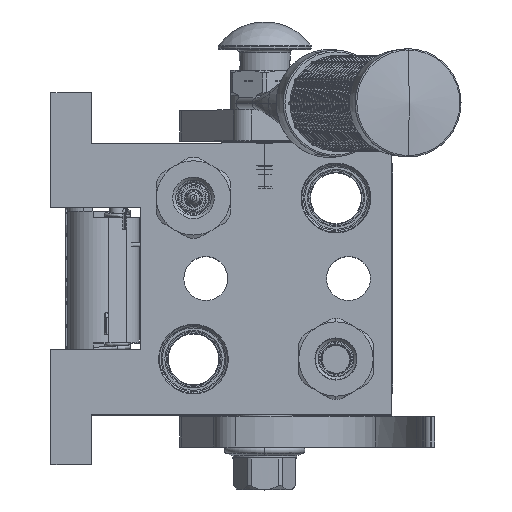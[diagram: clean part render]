
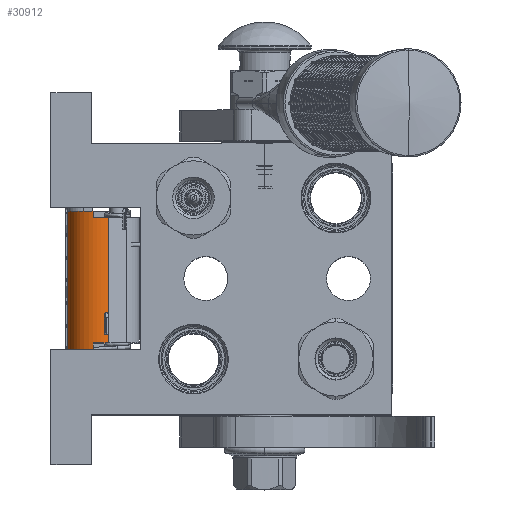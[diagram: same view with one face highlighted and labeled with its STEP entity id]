
A CAD part, top view. The second image highlights one B-rep face of the part: STEP entity #30912.
In plain terms, the highlighted cylindrical face has radius 9.5 mm (diameter 19 mm), a partial arc.
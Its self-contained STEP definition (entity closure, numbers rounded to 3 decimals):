
#576 = AXIS2_PLACEMENT_3D ( 'NONE', #176745, #160458, #14847 ) ;
#3755 = CIRCLE ( 'NONE', #180075, 9.5 ) ;
#7921 = VECTOR ( 'NONE', #73380, 1000. ) ;
#9051 = CARTESIAN_POINT ( 'NONE',  ( -20.25, -5.154, -56.269 ) ) ;
#10671 = CARTESIAN_POINT ( 'NONE',  ( 20.25, 0., -56.881 ) ) ;
#11374 = DIRECTION ( 'NONE',  ( 1., 0., 0. ) ) ;
#14847 = DIRECTION ( 'NONE',  ( 0., -1., 0. ) ) ;
#23958 = VERTEX_POINT ( 'NONE', #100565 ) ;
#30222 = DIRECTION ( 'NONE',  ( 1., 0., 0. ) ) ;
#30912 = ADVANCED_FACE ( 'NONE', ( #65227 ), #171794, .T. ) ;
#39876 = AXIS2_PLACEMENT_3D ( 'NONE', #77643, #158212, #206988 ) ;
#43591 = ORIENTED_EDGE ( 'NONE', *, *, #147698, .F. ) ;
#46995 = ORIENTED_EDGE ( 'NONE', *, *, #93960, .F. ) ;
#53194 = VECTOR ( 'NONE', #136997, 1000. ) ;
#56007 = LINE ( 'NONE', #120680, #7921 ) ;
#57222 = ORIENTED_EDGE ( 'NONE', *, *, #153982, .T. ) ;
#58105 = VERTEX_POINT ( 'NONE', #149750 ) ;
#61057 = EDGE_LOOP ( 'NONE', ( #46995, #70164, #162597, #126014, #57222, #43591, #139470, #167801 ) ) ;
#63619 = VERTEX_POINT ( 'NONE', #10671 ) ;
#65227 = FACE_OUTER_BOUND ( 'NONE', #61057, .T. ) ;
#70164 = ORIENTED_EDGE ( 'NONE', *, *, #146264, .T. ) ;
#71595 = DIRECTION ( 'NONE',  ( 1., 0., 0. ) ) ;
#73380 = DIRECTION ( 'NONE',  ( 1., 0., 0. ) ) ;
#77643 = CARTESIAN_POINT ( 'NONE',  ( 22.25, -1.5, -47.5 ) ) ;
#78978 = CARTESIAN_POINT ( 'NONE',  ( -20.25, -1.5, -47.5 ) ) ;
#82242 = CARTESIAN_POINT ( 'NONE',  ( 22.25, 8., -47.5 ) ) ;
#82626 = CIRCLE ( 'NONE', #186102, 9.5 ) ;
#87148 = CARTESIAN_POINT ( 'NONE',  ( 20.25, -1.5, -47.5 ) ) ;
#91312 = CARTESIAN_POINT ( 'NONE',  ( -22.25, 8., -47.5 ) ) ;
#93824 = VERTEX_POINT ( 'NONE', #98920 ) ;
#93960 = EDGE_CURVE ( 'NONE', #23958, #58105, #106319, .T. ) ;
#98920 = CARTESIAN_POINT ( 'NONE',  ( 22.25, 0., -56.881 ) ) ;
#100565 = CARTESIAN_POINT ( 'NONE',  ( -20.25, -5.154, -56.269 ) ) ;
#105690 = VECTOR ( 'NONE', #154469, 1000. ) ;
#106319 = LINE ( 'NONE', #9051, #53194 ) ;
#113832 = CARTESIAN_POINT ( 'NONE',  ( -22.25, -1.5, -47.5 ) ) ;
#114551 = VERTEX_POINT ( 'NONE', #193790 ) ;
#118298 = EDGE_CURVE ( 'NONE', #114551, #131517, #56007, .T. ) ;
#120680 = CARTESIAN_POINT ( 'NONE',  ( -22.25, 0., -56.881 ) ) ;
#120715 = CIRCLE ( 'NONE', #182679, 9.5 ) ;
#126014 = ORIENTED_EDGE ( 'NONE', *, *, #126664, .T. ) ;
#126664 = EDGE_CURVE ( 'NONE', #114551, #143964, #120715, .T. ) ;
#127715 = DIRECTION ( 'NONE',  ( 0., -0.385, -0.923 ) ) ;
#128926 = VECTOR ( 'NONE', #11374, 1000. ) ;
#130039 = DIRECTION ( 'NONE',  ( 0., 0.158, -0.987 ) ) ;
#131517 = VERTEX_POINT ( 'NONE', #190165 ) ;
#136997 = DIRECTION ( 'NONE',  ( 1., 0., 0. ) ) ;
#139470 = ORIENTED_EDGE ( 'NONE', *, *, #186751, .F. ) ;
#143964 = VERTEX_POINT ( 'NONE', #154096 ) ;
#145276 = CIRCLE ( 'NONE', #39876, 9.5 ) ;
#146264 = EDGE_CURVE ( 'NONE', #23958, #131517, #82626, .T. ) ;
#147698 = EDGE_CURVE ( 'NONE', #93824, #166167, #145276, .T. ) ;
#149750 = CARTESIAN_POINT ( 'NONE',  ( 20.25, -5.154, -56.269 ) ) ;
#153982 = EDGE_CURVE ( 'NONE', #143964, #166167, #202394, .T. ) ;
#154096 = CARTESIAN_POINT ( 'NONE',  ( -22.25, 8., -47.5 ) ) ;
#154469 = DIRECTION ( 'NONE',  ( 1., 0., 0. ) ) ;
#158212 = DIRECTION ( 'NONE',  ( 1., 0., 0. ) ) ;
#160458 = DIRECTION ( 'NONE',  ( -1., 0., 0. ) ) ;
#162597 = ORIENTED_EDGE ( 'NONE', *, *, #118298, .F. ) ;
#166167 = VERTEX_POINT ( 'NONE', #82242 ) ;
#167801 = ORIENTED_EDGE ( 'NONE', *, *, #203816, .F. ) ;
#170750 = CARTESIAN_POINT ( 'NONE',  ( 20.25, 0., -56.881 ) ) ;
#171794 = CYLINDRICAL_SURFACE ( 'NONE', #576, 9.5 ) ;
#176745 = CARTESIAN_POINT ( 'NONE',  ( -22.25, -1.5, -47.5 ) ) ;
#180075 = AXIS2_PLACEMENT_3D ( 'NONE', #87148, #71595, #184701 ) ;
#182679 = AXIS2_PLACEMENT_3D ( 'NONE', #113832, #195794, #130039 ) ;
#184701 = DIRECTION ( 'NONE',  ( 0., -0.385, -0.923 ) ) ;
#186102 = AXIS2_PLACEMENT_3D ( 'NONE', #78978, #30222, #127715 ) ;
#186751 = EDGE_CURVE ( 'NONE', #63619, #93824, #201881, .T. ) ;
#190165 = CARTESIAN_POINT ( 'NONE',  ( -20.25, 0., -56.881 ) ) ;
#193790 = CARTESIAN_POINT ( 'NONE',  ( -22.25, 0., -56.881 ) ) ;
#195794 = DIRECTION ( 'NONE',  ( 1., 0., 0. ) ) ;
#201881 = LINE ( 'NONE', #170750, #105690 ) ;
#202394 = LINE ( 'NONE', #91312, #128926 ) ;
#203816 = EDGE_CURVE ( 'NONE', #58105, #63619, #3755, .T. ) ;
#206988 = DIRECTION ( 'NONE',  ( 0., 0.158, -0.987 ) ) ;
